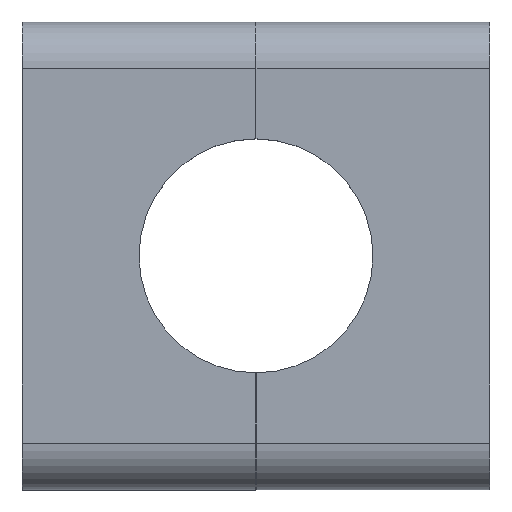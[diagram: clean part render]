
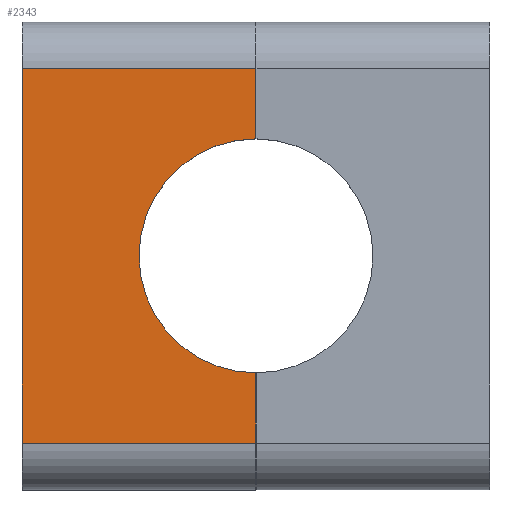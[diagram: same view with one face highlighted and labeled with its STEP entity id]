
A CAD part, top view. The second image highlights one B-rep face of the part: STEP entity #2343.
In plain terms, the highlighted planar face has unit normal (0, 0, 1).
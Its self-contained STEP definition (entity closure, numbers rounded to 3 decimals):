
#66=PLANE('',#2514);
#177=FACE_OUTER_BOUND('',#304,.T.);
#304=EDGE_LOOP('',(#1826,#1827,#1828,#1829,#1830,#1831));
#397=LINE('',#3397,#657);
#476=LINE('',#3592,#736);
#501=LINE('',#3655,#761);
#502=LINE('',#3658,#762);
#503=LINE('',#3659,#763);
#657=VECTOR('',#2700,6.);
#736=VECTOR('',#2887,20.);
#761=VECTOR('',#2954,20.);
#762=VECTOR('',#2959,6.);
#763=VECTOR('',#2960,32.);
#902=CIRCLE('',#2426,10.);
#994=VERTEX_POINT('',#3349);
#995=VERTEX_POINT('',#3350);
#1014=VERTEX_POINT('',#3396);
#1076=VERTEX_POINT('',#3591);
#1092=VERTEX_POINT('',#3652);
#1093=VERTEX_POINT('',#3654);
#1226=EDGE_CURVE('',#994,#995,#902,.T.);
#1247=EDGE_CURVE('',#1014,#994,#397,.T.);
#1346=EDGE_CURVE('',#1076,#1014,#476,.T.);
#1378=EDGE_CURVE('',#1093,#1092,#501,.T.);
#1380=EDGE_CURVE('',#995,#1093,#502,.T.);
#1381=EDGE_CURVE('',#1092,#1076,#503,.T.);
#1826=ORIENTED_EDGE('',*,*,#1226,.T.);
#1827=ORIENTED_EDGE('',*,*,#1380,.T.);
#1828=ORIENTED_EDGE('',*,*,#1378,.T.);
#1829=ORIENTED_EDGE('',*,*,#1381,.T.);
#1830=ORIENTED_EDGE('',*,*,#1346,.T.);
#1831=ORIENTED_EDGE('',*,*,#1247,.T.);
#2343=ADVANCED_FACE('',(#177),#66,.T.);
#2426=AXIS2_PLACEMENT_3D('',#3351,#2661,#2662);
#2514=AXIS2_PLACEMENT_3D('',#3657,#2957,#2958);
#2661=DIRECTION('center_axis',(0.,0.,-1.));
#2662=DIRECTION('ref_axis',(1.,0.,0.));
#2700=DIRECTION('',(0.,1.,0.));
#2887=DIRECTION('',(1.,0.,0.));
#2954=DIRECTION('',(-1.,0.,0.));
#2957=DIRECTION('center_axis',(0.,0.,1.));
#2958=DIRECTION('ref_axis',(0.,1.,0.));
#2959=DIRECTION('',(0.,1.,0.));
#2960=DIRECTION('',(0.,-1.,0.));
#3349=CARTESIAN_POINT('',(0.,-10.,0.));
#3350=CARTESIAN_POINT('',(0.,10.,0.));
#3351=CARTESIAN_POINT('Origin',(0.,0.,0.));
#3396=CARTESIAN_POINT('',(0.,-16.,0.));
#3397=CARTESIAN_POINT('',(0.,0.,0.));
#3591=CARTESIAN_POINT('',(-20.,-16.,0.));
#3592=CARTESIAN_POINT('',(-20.,-16.,0.));
#3652=CARTESIAN_POINT('',(-20.,16.,0.));
#3654=CARTESIAN_POINT('',(0.,16.,0.));
#3655=CARTESIAN_POINT('',(0.,16.,0.));
#3657=CARTESIAN_POINT('Origin',(0.,16.,0.));
#3658=CARTESIAN_POINT('',(0.,0.,0.));
#3659=CARTESIAN_POINT('',(-20.,0.,0.));
